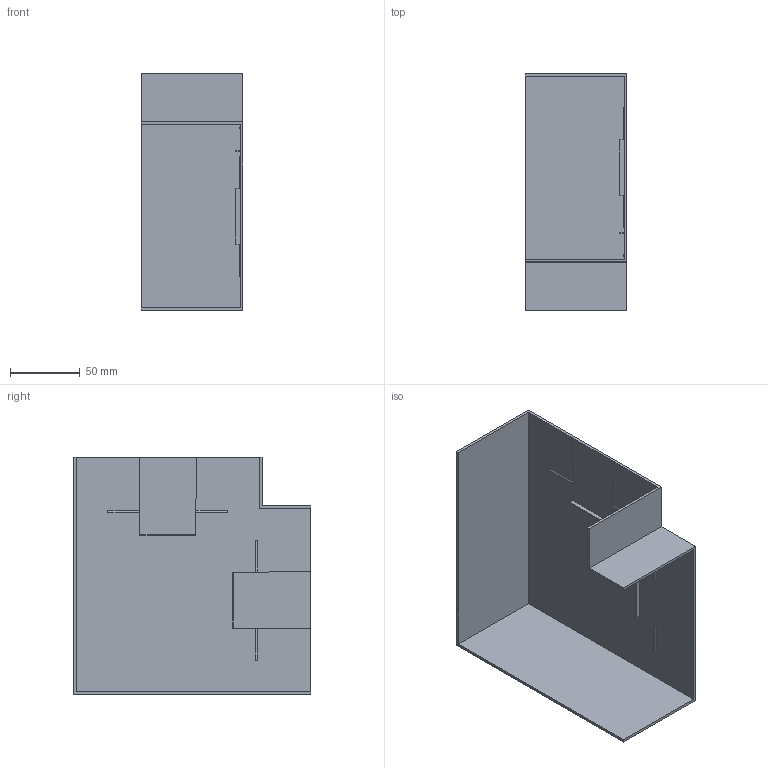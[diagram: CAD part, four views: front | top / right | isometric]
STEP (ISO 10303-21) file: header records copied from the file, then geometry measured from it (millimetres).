
FILE_DESCRIPTION (( 'STEP AP214' ), '1' );
FILE_NAME ('6274423.STEP', '2025-02-18T10:22:17', ( '' ), ( '' ), 'SwSTEP 2.0', 'SolidWorks 2024', '' );
FILE_SCHEMA (( 'AUTOMOTIVE_DESIGN' ));
Length unit declared in the file: millimetre
Products named in the file (2): 040219_Standard; 6274423
Assembly tree (1 placements, depth 2):
  6274423
    040219_Standard
Bounding box: 73 x 170 x 170 mm (x, y, z)
Volume: 113424.6 mm3; surface area: 116054.3 mm2
Topology: 1 solids, 1 shells, 46 faces, 128 edges, 84 vertices
Faces by surface type: plane 46
Entity records: 1495 total; most frequent: CARTESIAN_POINT 262, ORIENTED_EDGE 256, DIRECTION 228, EDGE_CURVE 128, LINE 128, VECTOR 128, VERTEX_POINT 84, AXIS2_PLACEMENT_3D 50
